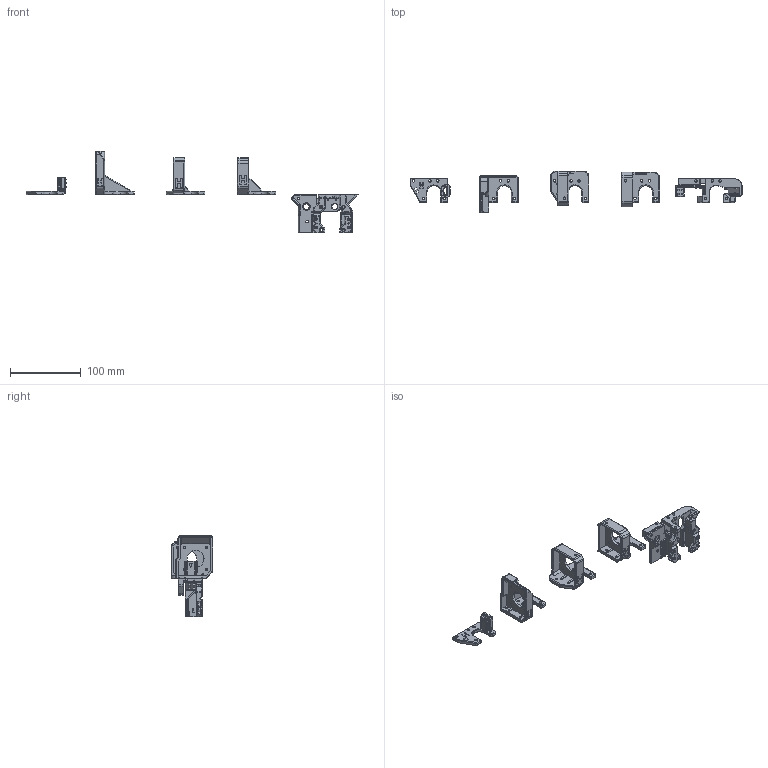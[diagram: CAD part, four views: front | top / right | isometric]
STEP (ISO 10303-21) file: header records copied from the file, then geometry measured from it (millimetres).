
FILE_DESCRIPTION(/* description */ (''),/* implementation_level */ '2;1');
FILE_NAME(/* name */ 'tool head step file v1.step',/* time_stamp */ '2020-01-30T22:17:48+00:00',/* author */ (''),/* organization */ (''),/* preprocessor_version */ 'ST-DEVELOPER v18',/* originating_system */ 'Autodesk Translation Framework v8.12.0.6',/* authorisation */ '');
FILE_SCHEMA (('AUTOMOTIVE_DESIGN { 1 0 10303 214 3 1 1 }'));
Products named in the file (1): tool head step file
Bounding box: 470.29 x 59.2 x 115.06 mm (x, y, z)
Volume: 103648.6 mm3; surface area: 67326.5 mm2
Topology: 7 solids, 11 shells, 1720 faces, 4564 edges, 2870 vertices
Faces by surface type: plane 682, bspline 431, cylinder 428, torus 80, cone 64, sphere 35
Full cylindrical faces by diameter (mm): 2.7 x2, 2.75 x1, 3.5 x59, 6 x1, 8.15 x2, 11 x1, 23 x1, 24 x2
Entity records: 58067 total; most frequent: CARTESIAN_POINT 17327, ORIENTED_EDGE 9108, DIRECTION 7372, EDGE_CURVE 4554, VERTEX_POINT 2870, LINE 2674, VECTOR 2674, AXIS2_PLACEMENT_3D 2349
